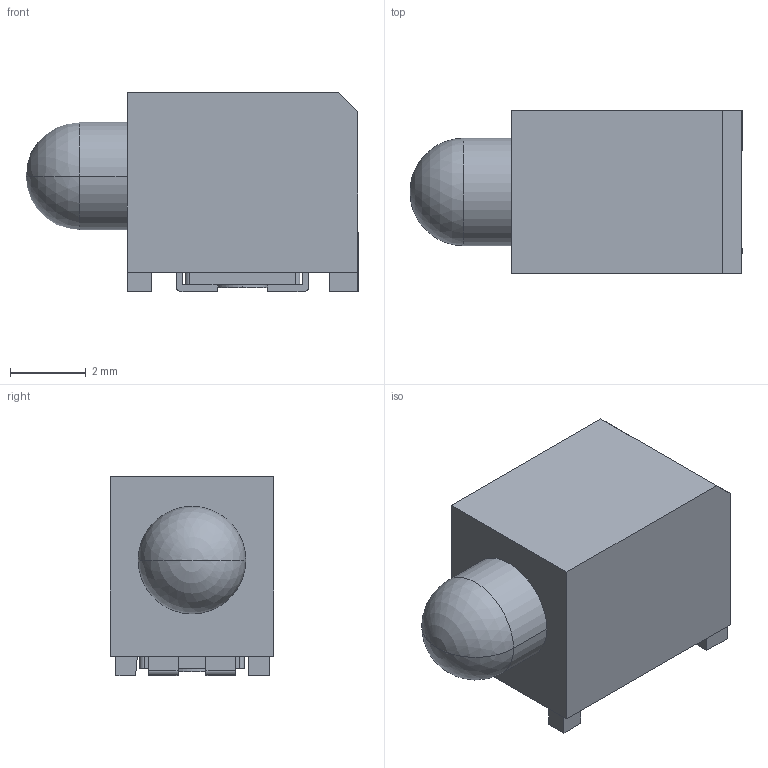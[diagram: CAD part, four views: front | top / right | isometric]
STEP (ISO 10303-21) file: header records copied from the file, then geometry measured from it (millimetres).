
FILE_DESCRIPTION((''),'2;1');
FILE_NAME('LED_DIALIGHT_591-3001.stp','2013-01-30T14:42:37',(''),(''),'Mechanical Desktop 2011','Mechanical Desktop 2011',', , ');
FILE_SCHEMA(('AUTOMOTIVE_DESIGN { 1 2 10303 214 1 1 1 1 }'));
Length unit declared in the file: millimetre
Products named in the file (1): Product
Bounding box: 8.77 x 4.32 x 5.26 mm (x, y, z)
Volume: 143 mm3; surface area: 224.3 mm2
Topology: 12 solids, 12 shells, 91 faces, 202 edges, 133 vertices
Faces by surface type: plane 73, cylinder 16, sphere 2
Entity records: 2535 total; most frequent: CARTESIAN_POINT 425, DIRECTION 418, ORIENTED_EDGE 400, EDGE_CURVE 200, VECTOR 166, LINE 166, VERTEX_POINT 133, AXIS2_PLACEMENT_3D 126
